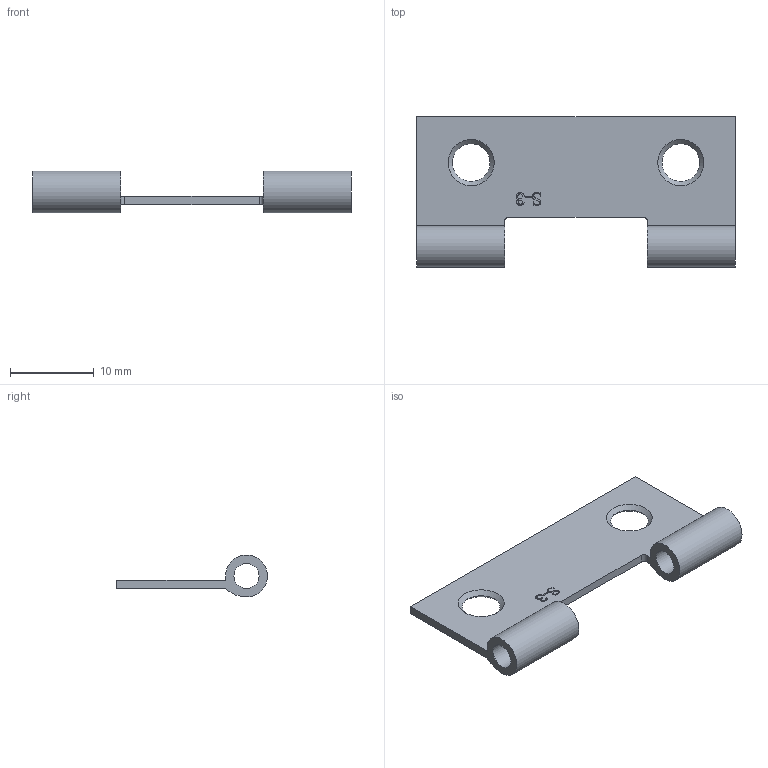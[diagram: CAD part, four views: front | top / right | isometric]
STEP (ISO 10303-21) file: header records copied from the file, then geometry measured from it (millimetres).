
FILE_DESCRIPTION(/* description */ (''),/* implementation_level */ '2;1');
FILE_NAME(/* name */ 'ABA 01.stp',/* time_stamp */ '2016-09-15T08:48:17-04:00',/* author */ ('bb6ga071'),/* organization */ (''),/* preprocessor_version */ 'ST-DEVELOPER v16.5',/* originating_system */ 'Autodesk Inventor 2017',/* authorisation */ '');
FILE_SCHEMA (('AUTOMOTIVE_DESIGN { 1 0 10303 214 3 1 1 }'));
Length unit declared in the file: millimetre
Products named in the file (1): ABA 01
Bounding box: 38 x 18 x 5 mm (x, y, z)
Volume: 713 mm3; surface area: 1555.4 mm2
Topology: 1 solids, 1 shells, 78 faces, 220 edges, 147 vertices
Faces by surface type: bspline 43, plane 21, cylinder 10, cone 4
Full cylindrical faces by diameter (mm): 3 x2
Entity records: 2689 total; most frequent: CARTESIAN_POINT 937, ORIENTED_EDGE 422, DIRECTION 223, EDGE_CURVE 211, VERTEX_POINT 144, LINE 99, VECTOR 99, EDGE_LOOP 95
